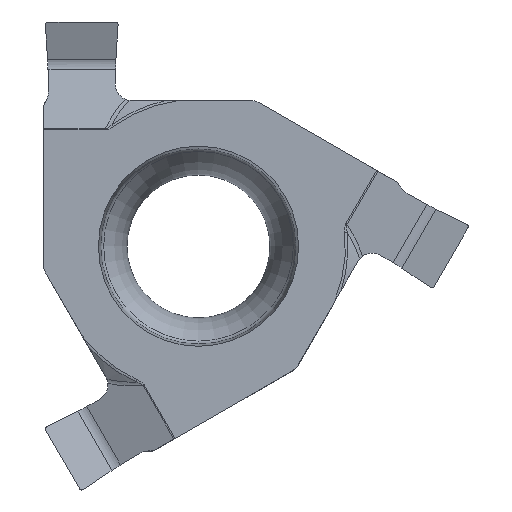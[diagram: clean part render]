
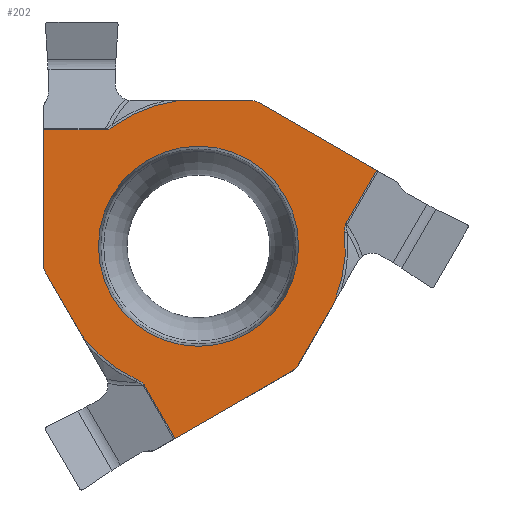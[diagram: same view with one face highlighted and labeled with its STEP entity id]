
A CAD part, top view. The second image highlights one B-rep face of the part: STEP entity #202.
In plain terms, the highlighted planar face has unit normal (0, 0, 1).
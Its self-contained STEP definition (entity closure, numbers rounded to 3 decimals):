
#53=FACE_BOUND('',#411,.T.);
#54=FACE_BOUND('',#412,.T.);
#129=PLANE('',#1822);
#202=ADVANCED_FACE('',(#53,#54),#129,.F.);
#411=EDGE_LOOP('',(#743));
#412=EDGE_LOOP('',(#744,#745,#746,#747,#748,#749,#750,#751,#752,#753,#754,
#755,#756,#757,#758,#759,#760,#761));
#450=CIRCLE('',#1696,4.522);
#455=CIRCLE('',#1703,4.522);
#460=CIRCLE('',#1710,4.522);
#462=CIRCLE('',#1721,0.5);
#471=CIRCLE('',#1753,0.5);
#478=CIRCLE('',#1781,0.5);
#486=CIRCLE('',#1818,3.08);
#743=ORIENTED_EDGE('',*,*,#1317,.F.);
#744=ORIENTED_EDGE('',*,*,#1321,.T.);
#745=ORIENTED_EDGE('',*,*,#1132,.T.);
#746=ORIENTED_EDGE('',*,*,#1223,.F.);
#747=ORIENTED_EDGE('',*,*,#1239,.T.);
#748=ORIENTED_EDGE('',*,*,#1214,.T.);
#749=ORIENTED_EDGE('',*,*,#1154,.F.);
#750=ORIENTED_EDGE('',*,*,#1322,.F.);
#751=ORIENTED_EDGE('',*,*,#1148,.F.);
#752=ORIENTED_EDGE('',*,*,#1170,.T.);
#753=ORIENTED_EDGE('',*,*,#1191,.T.);
#754=ORIENTED_EDGE('',*,*,#1161,.T.);
#755=ORIENTED_EDGE('',*,*,#1146,.F.);
#756=ORIENTED_EDGE('',*,*,#1323,.F.);
#757=ORIENTED_EDGE('',*,*,#1140,.F.);
#758=ORIENTED_EDGE('',*,*,#1174,.T.);
#759=ORIENTED_EDGE('',*,*,#1280,.T.);
#760=ORIENTED_EDGE('',*,*,#1260,.T.);
#761=ORIENTED_EDGE('',*,*,#1138,.T.);
#971=VERTEX_POINT('',#2547);
#972=VERTEX_POINT('',#2548);
#977=VERTEX_POINT('',#2559);
#978=VERTEX_POINT('',#2561);
#979=VERTEX_POINT('',#2571);
#980=VERTEX_POINT('',#2572);
#985=VERTEX_POINT('',#2583);
#986=VERTEX_POINT('',#2585);
#987=VERTEX_POINT('',#2595);
#988=VERTEX_POINT('',#2596);
#993=VERTEX_POINT('',#2607);
#994=VERTEX_POINT('',#2609);
#995=VERTEX_POINT('',#2619);
#1008=VERTEX_POINT('',#2650);
#1011=VERTEX_POINT('',#2658);
#1033=VERTEX_POINT('',#2727);
#1046=VERTEX_POINT('',#2758);
#1065=VERTEX_POINT('',#2820);
#1107=VERTEX_POINT('',#2955);
#1132=EDGE_CURVE('',#971,#972,#1374,.T.);
#1138=EDGE_CURVE('',#978,#977,#450,.T.);
#1140=EDGE_CURVE('',#979,#980,#1376,.T.);
#1146=EDGE_CURVE('',#985,#986,#455,.T.);
#1148=EDGE_CURVE('',#987,#988,#1378,.T.);
#1154=EDGE_CURVE('',#993,#994,#460,.T.);
#1161=EDGE_CURVE('',#995,#986,#1384,.T.);
#1170=EDGE_CURVE('',#987,#1008,#1393,.T.);
#1174=EDGE_CURVE('',#979,#1011,#1397,.T.);
#1191=EDGE_CURVE('',#1008,#995,#462,.T.);
#1214=EDGE_CURVE('',#1033,#994,#1417,.T.);
#1223=EDGE_CURVE('',#1046,#972,#1426,.T.);
#1239=EDGE_CURVE('',#1046,#1033,#471,.T.);
#1260=EDGE_CURVE('',#1065,#978,#1445,.T.);
#1280=EDGE_CURVE('',#1011,#1065,#478,.T.);
#1317=EDGE_CURVE('',#1107,#1107,#486,.T.);
#1321=EDGE_CURVE('',#977,#971,#1644,.T.);
#1322=EDGE_CURVE('',#988,#993,#1645,.T.);
#1323=EDGE_CURVE('',#980,#985,#1646,.T.);
#1374=LINE('',#2546,#1503);
#1376=LINE('',#2570,#1505);
#1378=LINE('',#2594,#1507);
#1384=LINE('',#2631,#1513);
#1393=LINE('',#2651,#1522);
#1397=LINE('',#2659,#1526);
#1417=LINE('',#2739,#1546);
#1426=LINE('',#2759,#1555);
#1445=LINE('',#2832,#1574);
#1503=VECTOR('',#1872,1.);
#1505=VECTOR('',#1888,1.);
#1507=VECTOR('',#1904,1.);
#1513=VECTOR('',#1924,1.);
#1522=VECTOR('',#1937,1.);
#1526=VECTOR('',#1943,1.);
#1546=VECTOR('',#2023,1.);
#1555=VECTOR('',#2036,1.);
#1574=VECTOR('',#2109,1.);
#1644=B_SPLINE_CURVE_WITH_KNOTS('',3,(#2991,#2992,#2993,#2994,#2995,#2996,
#2997,#2998,#2999,#3000),.UNSPECIFIED.,.F.,.F.,(4,3,3,4),(0.,0.116,
0.759,1.),.UNSPECIFIED.);
#1645=B_SPLINE_CURVE_WITH_KNOTS('',3,(#3001,#3002,#3003,#3004,#3005,#3006,
#3007,#3008,#3009,#3010),.UNSPECIFIED.,.F.,.F.,(4,3,3,4),(0.,0.241,
0.884,1.),.UNSPECIFIED.);
#1646=B_SPLINE_CURVE_WITH_KNOTS('',3,(#3011,#3012,#3013,#3014,#3015,#3016,
#3017,#3018,#3019,#3020),.UNSPECIFIED.,.F.,.F.,(4,3,3,4),(0.,0.241,
0.884,1.),.UNSPECIFIED.);
#1696=AXIS2_PLACEMENT_3D('',#2560,#1884,#1885);
#1703=AXIS2_PLACEMENT_3D('',#2584,#1900,#1901);
#1710=AXIS2_PLACEMENT_3D('',#2608,#1916,#1917);
#1721=AXIS2_PLACEMENT_3D('',#2694,#1970,#1971);
#1753=AXIS2_PLACEMENT_3D('',#2792,#2062,#2063);
#1781=AXIS2_PLACEMENT_3D('',#2875,#2141,#2142);
#1818=AXIS2_PLACEMENT_3D('',#2954,#2227,#2228);
#1822=AXIS2_PLACEMENT_3D('',#3021,#2235,#2236);
#1872=DIRECTION('',(0.5,-0.866,0.));
#1884=DIRECTION('',(0.,0.,1.));
#1885=DIRECTION('',(-0.866,-0.5,0.));
#1888=DIRECTION('',(1.,0.,0.));
#1900=DIRECTION('',(0.,0.,-1.));
#1901=DIRECTION('',(0.,1.,0.));
#1904=DIRECTION('',(-0.5,-0.866,0.));
#1916=DIRECTION('',(0.,0.,-1.));
#1917=DIRECTION('',(0.866,-0.5,0.));
#1924=DIRECTION('',(-1.,0.,0.));
#1937=DIRECTION('',(-0.866,0.5,0.));
#1943=DIRECTION('',(0.,-1.,0.));
#1970=DIRECTION('',(0.,0.,1.));
#1971=DIRECTION('',(0.,1.,0.));
#2023=DIRECTION('',(0.5,0.866,0.));
#2036=DIRECTION('',(-0.866,-0.5,0.));
#2062=DIRECTION('',(0.,0.,1.));
#2063=DIRECTION('',(0.866,-0.5,0.));
#2109=DIRECTION('',(0.5,-0.866,0.));
#2141=DIRECTION('',(0.,0.,1.));
#2142=DIRECTION('',(-0.866,-0.5,0.));
#2227=DIRECTION('',(0.,0.,1.));
#2228=DIRECTION('',(0.,1.,0.));
#2235=DIRECTION('',(0.,0.,-1.));
#2236=DIRECTION('',(0.,1.,0.));
#2546=CARTESIAN_POINT('',(-0.845,-5.695,0.1));
#2547=CARTESIAN_POINT('',(-1.664,-4.275,0.1));
#2548=CARTESIAN_POINT('',(-0.718,-5.914,0.1));
#2559=CARTESIAN_POINT('',(-1.887,-4.11,0.1));
#2560=CARTESIAN_POINT('',(0.,0.,
0.1));
#2561=CARTESIAN_POINT('',(-3.582,-2.761,0.1));
#2570=CARTESIAN_POINT('',(-4.51,3.579,0.1));
#2571=CARTESIAN_POINT('',(-4.763,3.579,0.1));
#2572=CARTESIAN_POINT('',(-2.87,3.579,0.1));
#2583=CARTESIAN_POINT('',(-2.616,3.689,0.1));
#2584=CARTESIAN_POINT('',(0.,0.,0.1));
#2585=CARTESIAN_POINT('',(-0.6,4.482,0.1));
#2594=CARTESIAN_POINT('',(5.354,2.116,0.1));
#2595=CARTESIAN_POINT('',(5.481,2.335,0.1));
#2596=CARTESIAN_POINT('',(4.534,0.696,0.1));
#2607=CARTESIAN_POINT('',(4.503,0.421,0.1));
#2608=CARTESIAN_POINT('',(0.,0.,
0.1));
#2609=CARTESIAN_POINT('',(4.182,-1.722,0.1));
#2619=CARTESIAN_POINT('',(1.627,4.482,0.1));
#2631=CARTESIAN_POINT('',(0.,4.482,0.1));
#2650=CARTESIAN_POINT('',(1.877,4.415,0.1));
#2651=CARTESIAN_POINT('',(2.381,4.124,0.1));
#2658=CARTESIAN_POINT('',(-4.763,-0.582,0.1));
#2659=CARTESIAN_POINT('',(-4.763,0.,0.1));
#2694=CARTESIAN_POINT('',(1.627,3.982,0.1));
#2727=CARTESIAN_POINT('',(3.068,-3.651,0.1));
#2739=CARTESIAN_POINT('',(3.882,-2.241,0.1));
#2758=CARTESIAN_POINT('',(2.885,-3.834,0.1));
#2759=CARTESIAN_POINT('',(2.381,-4.124,0.1));
#2792=CARTESIAN_POINT('',(2.635,-3.401,0.1));
#2820=CARTESIAN_POINT('',(-4.696,-0.832,0.1));
#2832=CARTESIAN_POINT('',(-3.882,-2.241,0.1));
#2875=CARTESIAN_POINT('',(-4.263,-0.582,0.1));
#2954=CARTESIAN_POINT('',(0.,0.,0.1));
#2955=CARTESIAN_POINT('',(0.,3.08,0.1));
#2991=CARTESIAN_POINT('',(-1.887,-4.11,0.1));
#2992=CARTESIAN_POINT('',(-1.877,-4.115,0.1));
#2993=CARTESIAN_POINT('',(-1.867,-4.119,0.1));
#2994=CARTESIAN_POINT('',(-1.857,-4.124,0.1));
#2995=CARTESIAN_POINT('',(-1.804,-4.15,0.1));
#2996=CARTESIAN_POINT('',(-1.75,-4.181,0.1));
#2997=CARTESIAN_POINT('',(-1.707,-4.222,0.1));
#2998=CARTESIAN_POINT('',(-1.691,-4.238,0.1));
#2999=CARTESIAN_POINT('',(-1.676,-4.255,0.1));
#3000=CARTESIAN_POINT('',(-1.664,-4.275,0.1));
#3001=CARTESIAN_POINT('',(4.534,0.696,0.1));
#3002=CARTESIAN_POINT('',(4.523,0.676,0.1));
#3003=CARTESIAN_POINT('',(4.515,0.655,0.1));
#3004=CARTESIAN_POINT('',(4.51,0.633,0.1));
#3005=CARTESIAN_POINT('',(4.496,0.575,0.1));
#3006=CARTESIAN_POINT('',(4.496,0.513,0.1));
#3007=CARTESIAN_POINT('',(4.5,0.454,0.1));
#3008=CARTESIAN_POINT('',(4.501,0.443,0.1));
#3009=CARTESIAN_POINT('',(4.502,0.432,0.1));
#3010=CARTESIAN_POINT('',(4.503,0.421,0.1));
#3011=CARTESIAN_POINT('',(-2.87,3.579,0.1));
#3012=CARTESIAN_POINT('',(-2.847,3.579,0.1));
#3013=CARTESIAN_POINT('',(-2.824,3.583,0.1));
#3014=CARTESIAN_POINT('',(-2.803,3.589,0.1));
#3015=CARTESIAN_POINT('',(-2.745,3.606,0.1));
#3016=CARTESIAN_POINT('',(-2.692,3.637,0.1));
#3017=CARTESIAN_POINT('',(-2.643,3.67,0.1));
#3018=CARTESIAN_POINT('',(-2.634,3.676,0.1));
#3019=CARTESIAN_POINT('',(-2.625,3.683,0.1));
#3020=CARTESIAN_POINT('',(-2.616,3.689,0.1));
#3021=CARTESIAN_POINT('',(-17.5,0.,0.1));
